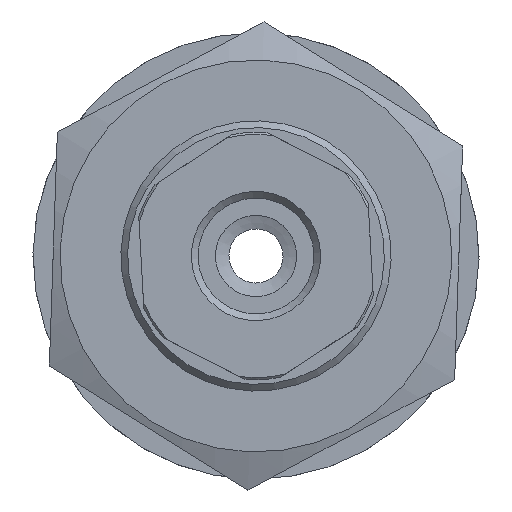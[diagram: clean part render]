
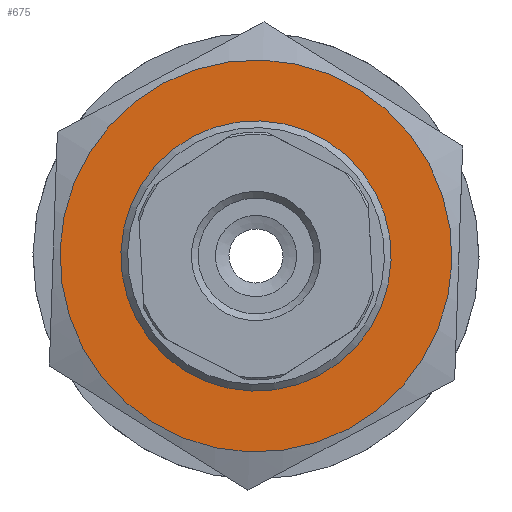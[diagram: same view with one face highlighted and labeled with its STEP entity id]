
A CAD part, front view. The second image highlights one B-rep face of the part: STEP entity #675.
In plain terms, the highlighted face is planar.
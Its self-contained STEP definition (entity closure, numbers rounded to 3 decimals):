
#675=ADVANCED_FACE('',(#1252,#1253),#1254,.F.);
#1252=FACE_BOUND('',#4116,.T.);
#1253=FACE_OUTER_BOUND('',#4117,.T.);
#1254=PLANE('',#4118);
#4116=EDGE_LOOP('',(#5244));
#4117=EDGE_LOOP('',(#5245));
#4118=AXIS2_PLACEMENT_3D('',#5246,#5247,#5248);
#5244=ORIENTED_EDGE('',*,*,#5705,.F.);
#5245=ORIENTED_EDGE('',*,*,#5706,.T.);
#5246=CARTESIAN_POINT('',(8.66,-15.0,0.0));
#5247=DIRECTION('',(0.0,0.0,-1.0));
#5248=DIRECTION('',(-1.0,0.0,0.0));
#5705=EDGE_CURVE('',#6345,#6345,#6346,.T.);
#5706=EDGE_CURVE('',#6347,#6347,#6348,.T.);
#6345=VERTEX_POINT('',#8051);
#6346=CIRCLE('',#8052,9.188);
#6347=VERTEX_POINT('',#8053);
#6348=CIRCLE('',#8054,14.5);
#8051=CARTESIAN_POINT('',(0.,-9.188,0.0));
#8052=AXIS2_PLACEMENT_3D('',#8532,#8533,#8534);
#8053=CARTESIAN_POINT('',(14.5,0.0,0.));
#8054=AXIS2_PLACEMENT_3D('',#8535,#8536,#8537);
#8532=CARTESIAN_POINT('',(0.,0.0,0.0));
#8533=DIRECTION('',(0.0,0.0,1.0));
#8534=DIRECTION('',(0.0,-1.0,0.0));
#8535=CARTESIAN_POINT('',(0.0,0.0,0.));
#8536=DIRECTION('',(0.0,0.0,1.0));
#8537=DIRECTION('',(1.0,0.0,0.0));
